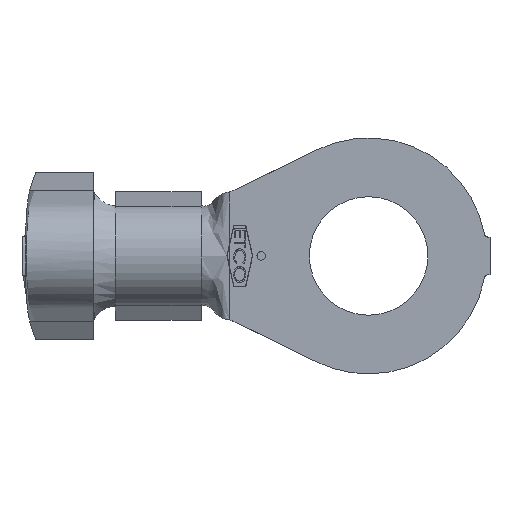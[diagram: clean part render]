
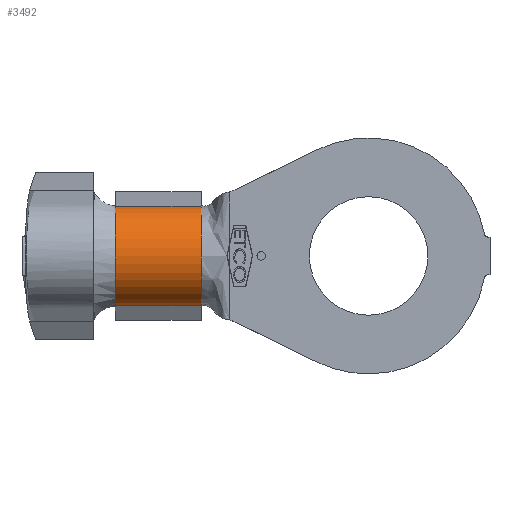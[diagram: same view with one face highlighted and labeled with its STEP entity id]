
A CAD part, front view. The second image highlights one B-rep face of the part: STEP entity #3492.
In plain terms, the highlighted cylindrical face has radius 3.785 mm (diameter 7.569 mm), a partial arc.
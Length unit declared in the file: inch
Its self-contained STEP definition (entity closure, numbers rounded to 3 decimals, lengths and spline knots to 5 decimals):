
#194 = CARTESIAN_POINT ( 'NONE',  ( -0.737, 0.149, 0. ) ) ;
#195 = EDGE_CURVE ( 'NONE', #5552, #710, #2905, .T. ) ;
#223 = DIRECTION ( 'NONE',  ( 1., 0., 0. ) ) ;
#259 = CARTESIAN_POINT ( 'NONE',  ( -0.737, 0.11224, -0.14439 ) ) ;
#317 = CIRCLE ( 'NONE', #5954, 0.149 ) ;
#424 = ORIENTED_EDGE ( 'NONE', *, *, #5497, .T. ) ;
#526 = EDGE_CURVE ( 'NONE', #7375, #710, #1483, .T. ) ;
#537 = CARTESIAN_POINT ( 'NONE',  ( -0.487, 0.149, 0. ) ) ;
#710 = VERTEX_POINT ( 'NONE', #6802 ) ;
#819 = DIRECTION ( 'NONE',  ( 1., 0., 0. ) ) ;
#962 = CARTESIAN_POINT ( 'NONE',  ( -0.737, 0.11224, 0.14439 ) ) ;
#1098 = CARTESIAN_POINT ( 'NONE',  ( -0.737, 0.11224, 0.14439 ) ) ;
#1187 = DIRECTION ( 'NONE',  ( 0., 0., -1. ) ) ;
#1411 = CARTESIAN_POINT ( 'NONE',  ( -0.737, 0.11224, -0.14439 ) ) ;
#1483 = CIRCLE ( 'NONE', #2735, 0.149 ) ;
#1993 = EDGE_CURVE ( 'NONE', #4858, #7375, #6789, .T. ) ;
#2735 = AXIS2_PLACEMENT_3D ( 'NONE', #537, #4866, #1187 ) ;
#2738 = ORIENTED_EDGE ( 'NONE', *, *, #526, .F. ) ;
#2890 = ORIENTED_EDGE ( 'NONE', *, *, #195, .T. ) ;
#2905 = LINE ( 'NONE', #1411, #6072 ) ;
#3492 = ADVANCED_FACE ( 'NONE', ( #7060 ), #3872, .T. ) ;
#3797 = VECTOR ( 'NONE', #5377, 39.37008 ) ;
#3872 = CYLINDRICAL_SURFACE ( 'NONE', #7616, 0.149 ) ;
#3989 = CARTESIAN_POINT ( 'NONE',  ( -0.737, 0.149, 0. ) ) ;
#4073 = ORIENTED_EDGE ( 'NONE', *, *, #1993, .F. ) ;
#4558 = DIRECTION ( 'NONE',  ( 0., 0., -1. ) ) ;
#4587 = DIRECTION ( 'NONE',  ( 0., 0., -1. ) ) ;
#4858 = VERTEX_POINT ( 'NONE', #962 ) ;
#4866 = DIRECTION ( 'NONE',  ( 1., 0., 0. ) ) ;
#5377 = DIRECTION ( 'NONE',  ( 1., 0., 0. ) ) ;
#5497 = EDGE_CURVE ( 'NONE', #4858, #5552, #317, .T. ) ;
#5552 = VERTEX_POINT ( 'NONE', #259 ) ;
#5684 = DIRECTION ( 'NONE',  ( 1., 0., 0. ) ) ;
#5954 = AXIS2_PLACEMENT_3D ( 'NONE', #3989, #223, #4587 ) ;
#6072 = VECTOR ( 'NONE', #5684, 39.37008 ) ;
#6261 = EDGE_LOOP ( 'NONE', ( #2738, #4073, #424, #2890 ) ) ;
#6365 = CARTESIAN_POINT ( 'NONE',  ( -0.487, 0.11224, 0.14439 ) ) ;
#6789 = LINE ( 'NONE', #1098, #3797 ) ;
#6802 = CARTESIAN_POINT ( 'NONE',  ( -0.487, 0.11224, -0.14439 ) ) ;
#7060 = FACE_OUTER_BOUND ( 'NONE', #6261, .T. ) ;
#7375 = VERTEX_POINT ( 'NONE', #6365 ) ;
#7616 = AXIS2_PLACEMENT_3D ( 'NONE', #194, #819, #4558 ) ;
